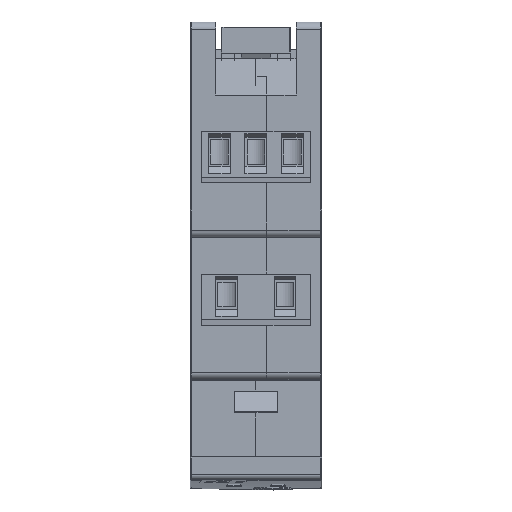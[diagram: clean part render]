
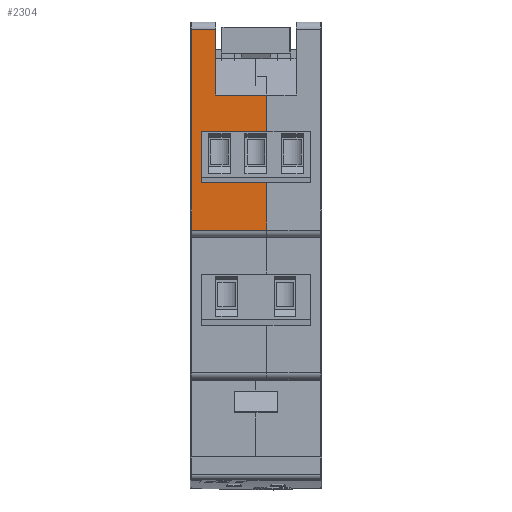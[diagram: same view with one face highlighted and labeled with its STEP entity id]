
A CAD part, top view. The second image highlights one B-rep face of the part: STEP entity #2304.
In plain terms, the highlighted planar face has unit normal (0, 0, 1).
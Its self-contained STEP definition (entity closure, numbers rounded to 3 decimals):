
#2304=ADVANCED_FACE('',(#4220),#4222,.T.);
#4220=FACE_BOUND('',#4221,.T.);
#4221=EDGE_LOOP('',(#9196,#9197,#9198,#9199,#9200,#9201,#9202,#9203,#9204,#9205));
#4222=PLANE('',#4223);
#4223=AXIS2_PLACEMENT_3D('',#4224,#4225,#4226);
#4224=CARTESIAN_POINT('',(0.,28.75,44.75));
#4225=DIRECTION('',(0.,0.,1.));
#4226=DIRECTION('',(0.,-1.,0.));
#9196=ORIENTED_EDGE('',*,*,#12471,.T.);
#9197=ORIENTED_EDGE('',*,*,#12472,.T.);
#9198=ORIENTED_EDGE('',*,*,#12473,.F.);
#9199=ORIENTED_EDGE('',*,*,#12474,.T.);
#9200=ORIENTED_EDGE('',*,*,#12475,.T.);
#9201=ORIENTED_EDGE('',*,*,#12476,.T.);
#9202=ORIENTED_EDGE('',*,*,#12477,.F.);
#9203=ORIENTED_EDGE('',*,*,#12385,.T.);
#9204=ORIENTED_EDGE('',*,*,#12351,.T.);
#9205=ORIENTED_EDGE('',*,*,#12470,.F.);
#12351=EDGE_CURVE('',#14421,#14419,#14422,.T.);
#12385=EDGE_CURVE('',#14486,#14421,#14487,.F.);
#12470=EDGE_CURVE('',#14630,#14419,#14632,.T.);
#12471=EDGE_CURVE('',#14630,#14633,#14634,.T.);
#12472=EDGE_CURVE('',#14633,#14635,#14636,.T.);
#12473=EDGE_CURVE('',#14637,#14635,#14638,.T.);
#12474=EDGE_CURVE('',#14637,#14639,#14640,.F.);
#12475=EDGE_CURVE('',#14639,#14641,#14642,.T.);
#12476=EDGE_CURVE('',#14641,#14643,#14644,.F.);
#12477=EDGE_CURVE('',#14486,#14643,#14645,.T.);
#14419=VERTEX_POINT('',#18181);
#14421=VERTEX_POINT('',#18186);
#14422=LINE('',#18187,#18188);
#14486=VERTEX_POINT('',#18326);
#14487=LINE('',#18327,#18328);
#14630=VERTEX_POINT('',#18638);
#14632=LINE('',#18643,#18644);
#14633=VERTEX_POINT('',#18646);
#14634=LINE('',#18647,#18648);
#14635=VERTEX_POINT('',#18650);
#14636=LINE('',#18651,#18652);
#14637=VERTEX_POINT('',#18654);
#14638=LINE('',#18655,#18656);
#14639=VERTEX_POINT('',#18658);
#14640=LINE('',#18659,#18660);
#14641=VERTEX_POINT('',#18662);
#14642=LINE('',#18663,#18664);
#14643=VERTEX_POINT('',#18666);
#14644=LINE('',#18667,#18668);
#14645=LINE('',#18670,#18671);
#18181=CARTESIAN_POINT('',(3.5,28.75,44.75));
#18186=CARTESIAN_POINT('',(3.5,19.75,44.75));
#18187=CARTESIAN_POINT('',(3.5,19.75,44.75));
#18188=VECTOR('',#18189,1.);
#18189=DIRECTION('',(0.,1.,0.));
#18326=CARTESIAN_POINT('',(10.5,19.75,44.75));
#18327=CARTESIAN_POINT('',(3.5,19.75,44.75));
#18328=VECTOR('',#18329,1.);
#18329=DIRECTION('',(1.,0.,0.));
#18638=CARTESIAN_POINT('',(0.2,28.75,44.75));
#18643=CARTESIAN_POINT('',(0.2,28.75,44.75));
#18644=VECTOR('',#18645,1.);
#18645=DIRECTION('',(1.,0.,0.));
#18646=CARTESIAN_POINT('',(0.2,1.25,44.75));
#18647=CARTESIAN_POINT('',(0.2,28.75,44.75));
#18648=VECTOR('',#18649,1.);
#18649=DIRECTION('',(0.,-1.,0.));
#18650=CARTESIAN_POINT('',(10.5,1.25,44.75));
#18651=CARTESIAN_POINT('',(0.2,1.25,44.75));
#18652=VECTOR('',#18653,1.);
#18653=DIRECTION('',(1.,0.,0.));
#18654=CARTESIAN_POINT('',(10.5,7.75,44.75));
#18655=CARTESIAN_POINT('',(10.5,7.75,44.75));
#18656=VECTOR('',#18657,1.);
#18657=DIRECTION('',(0.,-1.,0.));
#18658=CARTESIAN_POINT('',(1.5,7.75,44.75));
#18659=CARTESIAN_POINT('',(1.5,7.75,44.75));
#18660=VECTOR('',#18661,1.);
#18661=DIRECTION('',(1.,0.,0.));
#18662=CARTESIAN_POINT('',(1.5,14.75,44.75));
#18663=CARTESIAN_POINT('',(1.5,7.75,44.75));
#18664=VECTOR('',#18665,1.);
#18665=DIRECTION('',(0.,1.,0.));
#18666=CARTESIAN_POINT('',(10.5,14.75,44.75));
#18667=CARTESIAN_POINT('',(10.5,14.75,44.75));
#18668=VECTOR('',#18669,1.);
#18669=DIRECTION('',(-1.,0.,0.));
#18670=CARTESIAN_POINT('',(10.5,19.75,44.75));
#18671=VECTOR('',#18672,1.);
#18672=DIRECTION('',(0.,-1.,0.));
